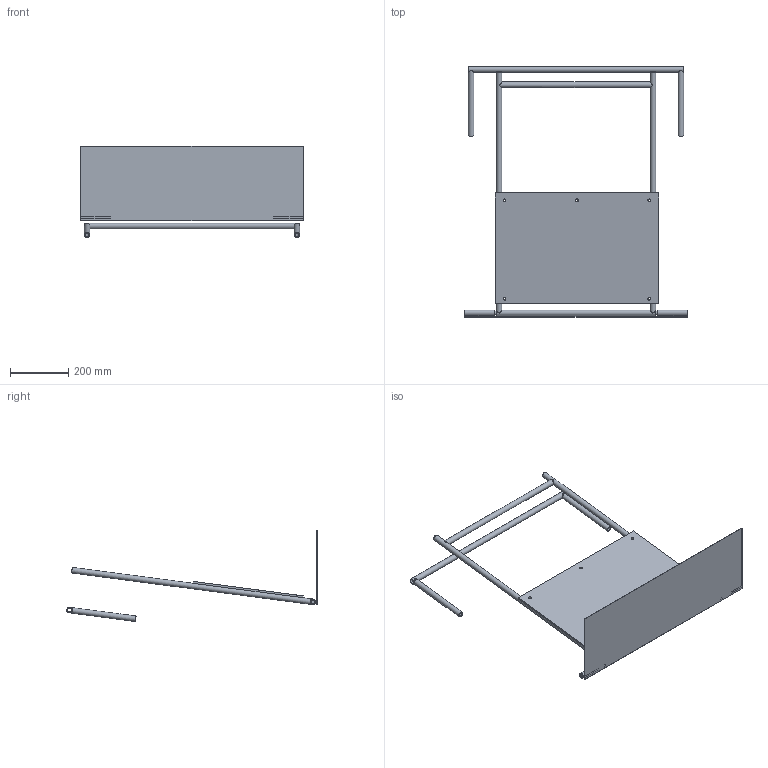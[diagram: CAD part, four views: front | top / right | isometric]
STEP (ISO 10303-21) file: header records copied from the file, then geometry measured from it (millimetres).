
FILE_DESCRIPTION(/* description */ (''),/* implementation_level */ '2;1');
FILE_NAME(/* name */ 'GE-17250_ASM_13_ASM.stp',/* time_stamp */ '2017-01-08T13:53:58-05:00',/* author */ ('jeff1'),/* organization */ (''),/* preprocessor_version */ 'ST-DEVELOPER v16.5',/* originating_system */ 'Autodesk Inventor 2017',/* authorisation */ '');
FILE_SCHEMA (('AUTOMOTIVE_DESIGN { 1 0 10303 214 3 1 1 }'));
Length unit declared in the file: inch
Products named in the file (13): GE-17250_ASM_13_ASM; GE-17251_ASM_7_ASM; GE-17251-01_3; GE-17251-02_2; GE-17251-03_4; GE-17252_ASM_6_ASM; GE-17252-01_6; GE-17252-02_6; GE-17252-03_3; GE-17252-05_3; GE-17252-06_4; GE-17253_2; GE-17264_6
Assembly tree (17 placements, depth 3):
  GE-17250_ASM_13_ASM
    GE-17251_ASM_7_ASM
      GE-17251-01_3
      GE-17251-02_2  x2
      GE-17251-03_4  x2
    GE-17252_ASM_6_ASM
      GE-17252-01_6
      GE-17252-02_6  x2
      GE-17252-03_3  x2
      GE-17252-05_3
      GE-17252-06_4  x2
    GE-17253_2
    GE-17264_6
Bounding box: 762 x 857.61 x 311.78 mm (x, y, z)
Volume: 2597922.2 mm3; surface area: 1330845.4 mm2
Topology: 15 solids, 15 shells, 84 faces, 164 edges, 110 vertices
Faces by surface type: plane 50, cylinder 34
Full cylindrical faces by diameter (mm): 9.525 x5, 12.7 x1, 12.954 x10, 19.05 x10
Entity records: 1895 total; most frequent: CARTESIAN_POINT 384, DIRECTION 298, ORIENTED_EDGE 176, AXIS2_PLACEMENT_3D 128, EDGE_LOOP 96, EDGE_CURVE 88, VERTEX_POINT 70, FACE_OUTER_BOUND 56
